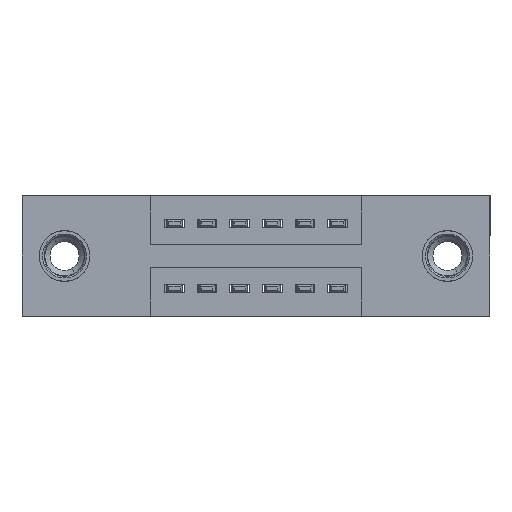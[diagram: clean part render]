
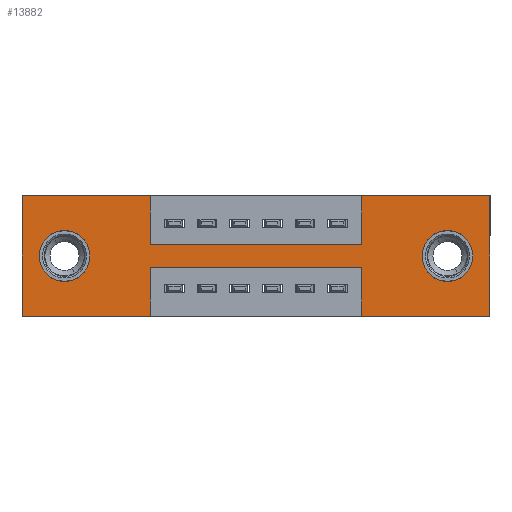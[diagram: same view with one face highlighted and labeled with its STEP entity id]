
A CAD part, front view. The second image highlights one B-rep face of the part: STEP entity #13882.
In plain terms, the highlighted planar face has unit normal (0, -1, 0).
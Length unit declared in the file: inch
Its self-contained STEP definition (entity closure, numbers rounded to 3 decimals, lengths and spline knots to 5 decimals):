
#33 = CARTESIAN_POINT ( 'NONE',  ( 0.13, 0., -0.185 ) ) ;
#144 = VERTEX_POINT ( 'NONE', #11056 ) ;
#267 = EDGE_CURVE ( 'NONE', #8208, #7590, #5239, .T. ) ;
#270 = DIRECTION ( 'NONE',  ( 0., 0., -1. ) ) ;
#300 = DIRECTION ( 'NONE',  ( 0., 0., -1. ) ) ;
#389 = CARTESIAN_POINT ( 'NONE',  ( 1.305, 0., -0.185 ) ) ;
#411 = VERTEX_POINT ( 'NONE', #10373 ) ;
#438 = LINE ( 'NONE', #4540, #1973 ) ;
#469 = AXIS2_PLACEMENT_3D ( 'NONE', #389, #6751, #1488 ) ;
#471 = CARTESIAN_POINT ( 'NONE',  ( 1.0425, 0., -0.37 ) ) ;
#516 = EDGE_CURVE ( 'NONE', #1003, #4514, #1688, .T. ) ;
#629 = DIRECTION ( 'NONE',  ( 0., 1., 0. ) ) ;
#749 = ORIENTED_EDGE ( 'NONE', *, *, #267, .F. ) ;
#820 = CARTESIAN_POINT ( 'NONE',  ( 0., 0., -0.37 ) ) ;
#823 = ORIENTED_EDGE ( 'NONE', *, *, #9201, .T. ) ;
#968 = DIRECTION ( 'NONE',  ( 0., 0., 1. ) ) ;
#972 = LINE ( 'NONE', #4415, #5717 ) ;
#1003 = VERTEX_POINT ( 'NONE', #1665 ) ;
#1031 = VERTEX_POINT ( 'NONE', #3772 ) ;
#1231 = CARTESIAN_POINT ( 'NONE',  ( 0.3925, 0., 0. ) ) ;
#1488 = DIRECTION ( 'NONE',  ( 0., 0., -1. ) ) ;
#1532 = ORIENTED_EDGE ( 'NONE', *, *, #4925, .F. ) ;
#1537 = VECTOR ( 'NONE', #2768, 39.37008 ) ;
#1665 = CARTESIAN_POINT ( 'NONE',  ( 0.3925, 0., -0.15 ) ) ;
#1688 = LINE ( 'NONE', #10768, #10023 ) ;
#1718 = LINE ( 'NONE', #820, #5106 ) ;
#1767 = CARTESIAN_POINT ( 'NONE',  ( 0., 0., 0. ) ) ;
#1870 = FACE_BOUND ( 'NONE', #5013, .T. ) ;
#1923 = ORIENTED_EDGE ( 'NONE', *, *, #10844, .F. ) ;
#1973 = VECTOR ( 'NONE', #2224, 39.37008 ) ;
#2105 = CARTESIAN_POINT ( 'NONE',  ( 1.0425, 0., -0.37 ) ) ;
#2152 = CARTESIAN_POINT ( 'NONE',  ( 0., 0., 0. ) ) ;
#2224 = DIRECTION ( 'NONE',  ( -1., 0., 0. ) ) ;
#2631 = CARTESIAN_POINT ( 'NONE',  ( 0.13, 0., -0.107 ) ) ;
#2727 = DIRECTION ( 'NONE',  ( 1., 0., 0. ) ) ;
#2760 = EDGE_CURVE ( 'NONE', #6266, #1003, #3669, .T. ) ;
#2768 = DIRECTION ( 'NONE',  ( 0., 0., 1. ) ) ;
#2819 = VERTEX_POINT ( 'NONE', #4567 ) ;
#3159 = CARTESIAN_POINT ( 'NONE',  ( 0.3925, 0., -0.22 ) ) ;
#3383 = CARTESIAN_POINT ( 'NONE',  ( 1.0425, 0., -0.15 ) ) ;
#3399 = EDGE_CURVE ( 'NONE', #7590, #11804, #3644, .T. ) ;
#3402 = DIRECTION ( 'NONE',  ( 0., 1., 0. ) ) ;
#3404 = DIRECTION ( 'NONE',  ( 0., 0., -1. ) ) ;
#3644 = LINE ( 'NONE', #3159, #5480 ) ;
#3669 = LINE ( 'NONE', #8907, #7731 ) ;
#3772 = CARTESIAN_POINT ( 'NONE',  ( 1.435, 0., -0.37 ) ) ;
#3930 = LINE ( 'NONE', #10461, #1537 ) ;
#3985 = AXIS2_PLACEMENT_3D ( 'NONE', #4108, #629, #8438 ) ;
#4072 = ORIENTED_EDGE ( 'NONE', *, *, #516, .F. ) ;
#4108 = CARTESIAN_POINT ( 'NONE',  ( 0.13, 0., -0.185 ) ) ;
#4415 = CARTESIAN_POINT ( 'NONE',  ( 1.435, 0., 0. ) ) ;
#4514 = VERTEX_POINT ( 'NONE', #3383 ) ;
#4540 = CARTESIAN_POINT ( 'NONE',  ( 0., 0., -0.37 ) ) ;
#4567 = CARTESIAN_POINT ( 'NONE',  ( 1.435, 0., 0. ) ) ;
#4607 = ORIENTED_EDGE ( 'NONE', *, *, #5970, .F. ) ;
#4627 = CARTESIAN_POINT ( 'NONE',  ( 1.305, 0., -0.185 ) ) ;
#4664 = VERTEX_POINT ( 'NONE', #8265 ) ;
#4795 = DIRECTION ( 'NONE',  ( 0., 0., 1. ) ) ;
#4925 = EDGE_CURVE ( 'NONE', #10370, #2819, #11103, .T. ) ;
#5002 = ORIENTED_EDGE ( 'NONE', *, *, #13179, .T. ) ;
#5013 = EDGE_LOOP ( 'NONE', ( #823, #5002 ) ) ;
#5082 = VECTOR ( 'NONE', #4795, 39.37008 ) ;
#5093 = VERTEX_POINT ( 'NONE', #12776 ) ;
#5106 = VECTOR ( 'NONE', #6290, 39.37008 ) ;
#5239 = LINE ( 'NONE', #471, #5082 ) ;
#5295 = CARTESIAN_POINT ( 'NONE',  ( 0., 0., 0. ) ) ;
#5306 = EDGE_CURVE ( 'NONE', #411, #12100, #12415, .T. ) ;
#5331 = EDGE_LOOP ( 'NONE', ( #8458, #10718, #749, #5549, #4607, #1532, #8144, #4072, #9590, #10539, #13141, #1923 ) ) ;
#5480 = VECTOR ( 'NONE', #7507, 39.37008 ) ;
#5549 = ORIENTED_EDGE ( 'NONE', *, *, #7712, .F. ) ;
#5717 = VECTOR ( 'NONE', #9706, 39.37008 ) ;
#5838 = CARTESIAN_POINT ( 'NONE',  ( 1.0425, 0., 0. ) ) ;
#5970 = EDGE_CURVE ( 'NONE', #2819, #1031, #972, .T. ) ;
#6266 = VERTEX_POINT ( 'NONE', #1231 ) ;
#6290 = DIRECTION ( 'NONE',  ( -1., 0., 0. ) ) ;
#6382 = CARTESIAN_POINT ( 'NONE',  ( 1.0425, 0., -0.22 ) ) ;
#6595 = DIRECTION ( 'NONE',  ( 0., 0., 1. ) ) ;
#6751 = DIRECTION ( 'NONE',  ( 0., 1., 0. ) ) ;
#7020 = LINE ( 'NONE', #12143, #13528 ) ;
#7145 = ORIENTED_EDGE ( 'NONE', *, *, #13446, .T. ) ;
#7284 = CARTESIAN_POINT ( 'NONE',  ( 0., 0., 0. ) ) ;
#7507 = DIRECTION ( 'NONE',  ( -1., 0., 0. ) ) ;
#7590 = VERTEX_POINT ( 'NONE', #6382 ) ;
#7712 = EDGE_CURVE ( 'NONE', #1031, #8208, #438, .T. ) ;
#7731 = VECTOR ( 'NONE', #3404, 39.37008 ) ;
#8144 = ORIENTED_EDGE ( 'NONE', *, *, #11098, .F. ) ;
#8200 = VECTOR ( 'NONE', #11759, 39.37008 ) ;
#8208 = VERTEX_POINT ( 'NONE', #2105 ) ;
#8265 = CARTESIAN_POINT ( 'NONE',  ( 0.3925, 0., -0.37 ) ) ;
#8286 = VERTEX_POINT ( 'NONE', #9766 ) ;
#8395 = EDGE_CURVE ( 'NONE', #5093, #11996, #9958, .T. ) ;
#8438 = DIRECTION ( 'NONE',  ( 0., 0., 1. ) ) ;
#8458 = ORIENTED_EDGE ( 'NONE', *, *, #8962, .F. ) ;
#8854 = CIRCLE ( 'NONE', #3985, 0.078 ) ;
#8907 = CARTESIAN_POINT ( 'NONE',  ( 0.3925, 0., 0. ) ) ;
#8962 = EDGE_CURVE ( 'NONE', #11804, #4664, #7020, .T. ) ;
#9056 = ORIENTED_EDGE ( 'NONE', *, *, #8395, .T. ) ;
#9122 = VECTOR ( 'NONE', #2727, 39.37008 ) ;
#9201 = EDGE_CURVE ( 'NONE', #8286, #144, #10275, .T. ) ;
#9241 = CARTESIAN_POINT ( 'NONE',  ( 0.3925, 0., -0.22 ) ) ;
#9319 = CARTESIAN_POINT ( 'NONE',  ( 0., 0., -0.37 ) ) ;
#9518 = EDGE_LOOP ( 'NONE', ( #7145, #9056 ) ) ;
#9590 = ORIENTED_EDGE ( 'NONE', *, *, #2760, .F. ) ;
#9706 = DIRECTION ( 'NONE',  ( 0., 0., -1. ) ) ;
#9766 = CARTESIAN_POINT ( 'NONE',  ( 1.305, 0., -0.107 ) ) ;
#9958 = CIRCLE ( 'NONE', #12794, 0.078 ) ;
#10023 = VECTOR ( 'NONE', #13967, 39.37008 ) ;
#10051 = FACE_BOUND ( 'NONE', #9518, .T. ) ;
#10275 = CIRCLE ( 'NONE', #469, 0.078 ) ;
#10370 = VERTEX_POINT ( 'NONE', #5838 ) ;
#10373 = CARTESIAN_POINT ( 'NONE',  ( 0., 0., -0.37 ) ) ;
#10461 = CARTESIAN_POINT ( 'NONE',  ( 1.0425, 0., 0. ) ) ;
#10539 = ORIENTED_EDGE ( 'NONE', *, *, #12441, .F. ) ;
#10718 = ORIENTED_EDGE ( 'NONE', *, *, #3399, .F. ) ;
#10756 = AXIS2_PLACEMENT_3D ( 'NONE', #9319, #12666, #13527 ) ;
#10768 = CARTESIAN_POINT ( 'NONE',  ( 0.3925, 0., -0.15 ) ) ;
#10844 = EDGE_CURVE ( 'NONE', #4664, #411, #1718, .T. ) ;
#10902 = FACE_OUTER_BOUND ( 'NONE', #5331, .T. ) ;
#11056 = CARTESIAN_POINT ( 'NONE',  ( 1.305, 0., -0.263 ) ) ;
#11098 = EDGE_CURVE ( 'NONE', #4514, #10370, #3930, .T. ) ;
#11103 = LINE ( 'NONE', #5295, #8200 ) ;
#11254 = DIRECTION ( 'NONE',  ( 0., 1., 0. ) ) ;
#11283 = AXIS2_PLACEMENT_3D ( 'NONE', #4627, #11254, #300 ) ;
#11759 = DIRECTION ( 'NONE',  ( 1., 0., 0. ) ) ;
#11804 = VERTEX_POINT ( 'NONE', #9241 ) ;
#11996 = VERTEX_POINT ( 'NONE', #2631 ) ;
#12100 = VERTEX_POINT ( 'NONE', #1767 ) ;
#12143 = CARTESIAN_POINT ( 'NONE',  ( 0.3925, 0., -0.37 ) ) ;
#12415 = LINE ( 'NONE', #2152, #12582 ) ;
#12441 = EDGE_CURVE ( 'NONE', #12100, #6266, #13083, .T. ) ;
#12582 = VECTOR ( 'NONE', #968, 39.37008 ) ;
#12666 = DIRECTION ( 'NONE',  ( 0., -1., 0. ) ) ;
#12776 = CARTESIAN_POINT ( 'NONE',  ( 0.13, 0., -0.263 ) ) ;
#12794 = AXIS2_PLACEMENT_3D ( 'NONE', #33, #3402, #6595 ) ;
#13083 = LINE ( 'NONE', #7284, #9122 ) ;
#13141 = ORIENTED_EDGE ( 'NONE', *, *, #5306, .F. ) ;
#13179 = EDGE_CURVE ( 'NONE', #144, #8286, #13835, .T. ) ;
#13446 = EDGE_CURVE ( 'NONE', #11996, #5093, #8854, .T. ) ;
#13527 = DIRECTION ( 'NONE',  ( 0., 0., -1. ) ) ;
#13528 = VECTOR ( 'NONE', #270, 39.37008 ) ;
#13684 = PLANE ( 'NONE',  #10756 ) ;
#13835 = CIRCLE ( 'NONE', #11283, 0.078 ) ;
#13882 = ADVANCED_FACE ( 'NONE', ( #1870, #10051, #10902 ), #13684, .T. ) ;
#13967 = DIRECTION ( 'NONE',  ( 1., 0., 0. ) ) ;
